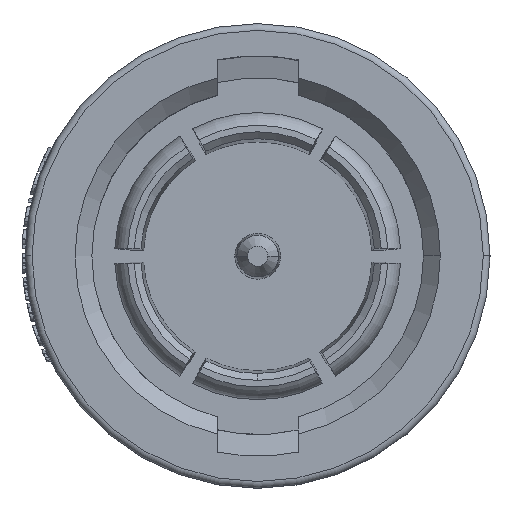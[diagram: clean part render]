
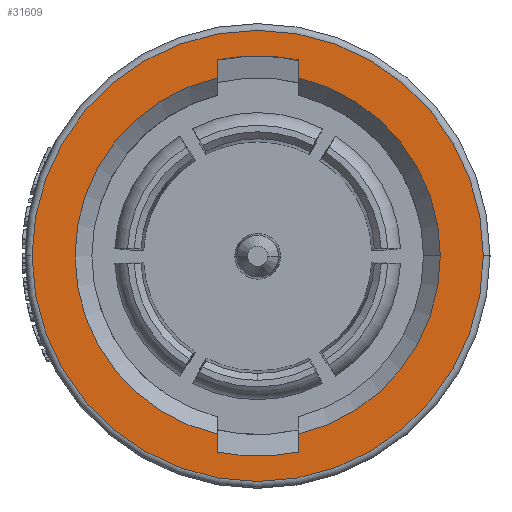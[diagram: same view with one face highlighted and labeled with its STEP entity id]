
A CAD part, top view. The second image highlights one B-rep face of the part: STEP entity #31609.
In plain terms, the highlighted planar face has unit normal (0, 0, 1).
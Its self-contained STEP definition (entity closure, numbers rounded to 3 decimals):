
#439 = EDGE_CURVE ( 'NONE', #13803, #6236, #22336, .T. ) ;
#607 = ORIENTED_EDGE ( 'NONE', *, *, #28613, .F. ) ;
#1861 = ORIENTED_EDGE ( 'NONE', *, *, #24394, .F. ) ;
#2071 = EDGE_CURVE ( 'NONE', #28199, #28543, #21564, .T. ) ;
#3072 = CARTESIAN_POINT ( 'NONE',  ( 0., 0., 2.315 ) ) ;
#3574 = EDGE_CURVE ( 'NONE', #45234, #28199, #30855, .T. ) ;
#3738 = DIRECTION ( 'NONE',  ( 0., -1., 0. ) ) ;
#3942 = ORIENTED_EDGE ( 'NONE', *, *, #2071, .F. ) ;
#4753 = AXIS2_PLACEMENT_3D ( 'NONE', #42097, #6220, #5901 ) ;
#5722 = CARTESIAN_POINT ( 'NONE',  ( 0., 0., 2.315 ) ) ;
#5901 = DIRECTION ( 'NONE',  ( -1., 0., 0. ) ) ;
#6220 = DIRECTION ( 'NONE',  ( 0., 0., 1. ) ) ;
#6236 = VERTEX_POINT ( 'NONE', #17582 ) ;
#6780 = DIRECTION ( 'NONE',  ( 0., 0., 1. ) ) ;
#6849 = DIRECTION ( 'NONE',  ( 1., 0., 0. ) ) ;
#7313 = VERTEX_POINT ( 'NONE', #18763 ) ;
#8471 = CARTESIAN_POINT ( 'NONE',  ( -1.2, 4.777, 2.315 ) ) ;
#8938 = CARTESIAN_POINT ( 'NONE',  ( 1.2, -5.291, 2.315 ) ) ;
#9489 = DIRECTION ( 'NONE',  ( 1., 0., 0. ) ) ;
#9848 = VECTOR ( 'NONE', #3738, 1000. ) ;
#9971 = FACE_OUTER_BOUND ( 'NONE', #21535, .T. ) ;
#10082 = VERTEX_POINT ( 'NONE', #20722 ) ;
#11018 = LINE ( 'NONE', #18623, #9848 ) ;
#11712 = DIRECTION ( 'NONE',  ( 0., 0., 1. ) ) ;
#11804 = CARTESIAN_POINT ( 'NONE',  ( -1.2, 5.291, 2.315 ) ) ;
#12748 = CARTESIAN_POINT ( 'NONE',  ( 1.2, -5.828, 2.315 ) ) ;
#13158 = EDGE_CURVE ( 'NONE', #7313, #42661, #15857, .T. ) ;
#13572 = AXIS2_PLACEMENT_3D ( 'NONE', #3072, #29186, #6849 ) ;
#13803 = VERTEX_POINT ( 'NONE', #38697 ) ;
#14226 = AXIS2_PLACEMENT_3D ( 'NONE', #34057, #11712, #37777 ) ;
#14230 = CARTESIAN_POINT ( 'NONE',  ( 0., 0., 2.315 ) ) ;
#15399 = VECTOR ( 'NONE', #32485, 1000. ) ;
#15857 = CIRCLE ( 'NONE', #30734, 5.425 ) ;
#15957 = EDGE_CURVE ( 'NONE', #42661, #10082, #31572, .T. ) ;
#17582 = CARTESIAN_POINT ( 'NONE',  ( 6.7, 0., 2.315 ) ) ;
#17782 = DIRECTION ( 'NONE',  ( 0., 0., -1. ) ) ;
#17967 = DIRECTION ( 'NONE',  ( 1., 0., 0. ) ) ;
#18623 = CARTESIAN_POINT ( 'NONE',  ( -1.2, -4.777, 2.315 ) ) ;
#18763 = CARTESIAN_POINT ( 'NONE',  ( 5.425, 0., 2.315 ) ) ;
#19157 = CARTESIAN_POINT ( 'NONE',  ( 1.2, 5.291, 2.315 ) ) ;
#19425 = ORIENTED_EDGE ( 'NONE', *, *, #13158, .F. ) ;
#19453 = CIRCLE ( 'NONE', #13572, 5.425 ) ;
#20241 = CARTESIAN_POINT ( 'NONE',  ( -1.2, 5.828, 2.315 ) ) ;
#20722 = CARTESIAN_POINT ( 'NONE',  ( 1.2, 5.828, 2.315 ) ) ;
#21036 = FACE_BOUND ( 'NONE', #30996, .T. ) ;
#21366 = AXIS2_PLACEMENT_3D ( 'NONE', #5722, #31817, #9489 ) ;
#21535 = EDGE_LOOP ( 'NONE', ( #39106, #44667 ) ) ;
#21564 = CIRCLE ( 'NONE', #37981, 5.425 ) ;
#21627 = VECTOR ( 'NONE', #44353, 1000. ) ;
#21938 = DIRECTION ( 'NONE',  ( 0., 0., 1. ) ) ;
#22031 = CARTESIAN_POINT ( 'NONE',  ( -1.2, -5.291, 2.315 ) ) ;
#22336 = CIRCLE ( 'NONE', #4753, 6.7 ) ;
#22822 = AXIS2_PLACEMENT_3D ( 'NONE', #40087, #17782, #43828 ) ;
#24394 = EDGE_CURVE ( 'NONE', #36765, #45623, #43922, .T. ) ;
#24440 = ORIENTED_EDGE ( 'NONE', *, *, #45294, .F. ) ;
#24481 = EDGE_CURVE ( 'NONE', #45623, #7313, #19453, .T. ) ;
#27227 = VERTEX_POINT ( 'NONE', #47383 ) ;
#27396 = EDGE_CURVE ( 'NONE', #10082, #45234, #41434, .T. ) ;
#28199 = VERTEX_POINT ( 'NONE', #11804 ) ;
#28543 = VERTEX_POINT ( 'NONE', #22031 ) ;
#28613 = EDGE_CURVE ( 'NONE', #28543, #27227, #11018, .T. ) ;
#28703 = CARTESIAN_POINT ( 'NONE',  ( 1.2, -4.777, 2.315 ) ) ;
#29128 = CARTESIAN_POINT ( 'NONE',  ( 0., 0., 2.315 ) ) ;
#29186 = DIRECTION ( 'NONE',  ( 0., 0., 1. ) ) ;
#29377 = ORIENTED_EDGE ( 'NONE', *, *, #3574, .F. ) ;
#29816 = CIRCLE ( 'NONE', #21366, 5.95 ) ;
#30734 = AXIS2_PLACEMENT_3D ( 'NONE', #14230, #40266, #17967 ) ;
#30855 = LINE ( 'NONE', #8471, #39606 ) ;
#30996 = EDGE_LOOP ( 'NONE', ( #35873, #43497, #19425, #43574, #1861, #24440, #607, #3942, #29377 ) ) ;
#31572 = LINE ( 'NONE', #33155, #21627 ) ;
#31609 = ADVANCED_FACE ( 'NONE', ( #9971, #21036 ), #39923, .F. ) ;
#31817 = DIRECTION ( 'NONE',  ( 0., 0., 1. ) ) ;
#32485 = DIRECTION ( 'NONE',  ( 0., 1., 0. ) ) ;
#32908 = DIRECTION ( 'NONE',  ( -1., 0., 0. ) ) ;
#33155 = CARTESIAN_POINT ( 'NONE',  ( 1.2, 4.777, 2.315 ) ) ;
#34057 = CARTESIAN_POINT ( 'NONE',  ( 0., 0., 2.315 ) ) ;
#35873 = ORIENTED_EDGE ( 'NONE', *, *, #27396, .F. ) ;
#36765 = VERTEX_POINT ( 'NONE', #12748 ) ;
#37777 = DIRECTION ( 'NONE',  ( -1., 0., 0. ) ) ;
#37981 = AXIS2_PLACEMENT_3D ( 'NONE', #44259, #21938, #47974 ) ;
#38277 = DIRECTION ( 'NONE',  ( 0., -1., 0. ) ) ;
#38697 = CARTESIAN_POINT ( 'NONE',  ( -6.7, 0., 2.315 ) ) ;
#39106 = ORIENTED_EDGE ( 'NONE', *, *, #439, .T. ) ;
#39606 = VECTOR ( 'NONE', #38277, 1000. ) ;
#39923 = PLANE ( 'NONE',  #22822 ) ;
#40087 = CARTESIAN_POINT ( 'NONE',  ( 0., 0., 2.315 ) ) ;
#40266 = DIRECTION ( 'NONE',  ( 0., 0., 1. ) ) ;
#40477 = EDGE_CURVE ( 'NONE', #6236, #13803, #45015, .T. ) ;
#41434 = CIRCLE ( 'NONE', #14226, 5.95 ) ;
#42097 = CARTESIAN_POINT ( 'NONE',  ( 0., 0., 2.315 ) ) ;
#42661 = VERTEX_POINT ( 'NONE', #19157 ) ;
#43497 = ORIENTED_EDGE ( 'NONE', *, *, #15957, .F. ) ;
#43574 = ORIENTED_EDGE ( 'NONE', *, *, #24481, .F. ) ;
#43828 = DIRECTION ( 'NONE',  ( -1., 0., 0. ) ) ;
#43922 = LINE ( 'NONE', #28703, #15399 ) ;
#44259 = CARTESIAN_POINT ( 'NONE',  ( 0., 0., 2.315 ) ) ;
#44353 = DIRECTION ( 'NONE',  ( 0., 1., 0. ) ) ;
#44667 = ORIENTED_EDGE ( 'NONE', *, *, #40477, .T. ) ;
#45015 = CIRCLE ( 'NONE', #47922, 6.7 ) ;
#45234 = VERTEX_POINT ( 'NONE', #20241 ) ;
#45294 = EDGE_CURVE ( 'NONE', #27227, #36765, #29816, .T. ) ;
#45623 = VERTEX_POINT ( 'NONE', #8938 ) ;
#47383 = CARTESIAN_POINT ( 'NONE',  ( -1.2, -5.828, 2.315 ) ) ;
#47922 = AXIS2_PLACEMENT_3D ( 'NONE', #29128, #6780, #32908 ) ;
#47974 = DIRECTION ( 'NONE',  ( 1., 0., 0. ) ) ;
